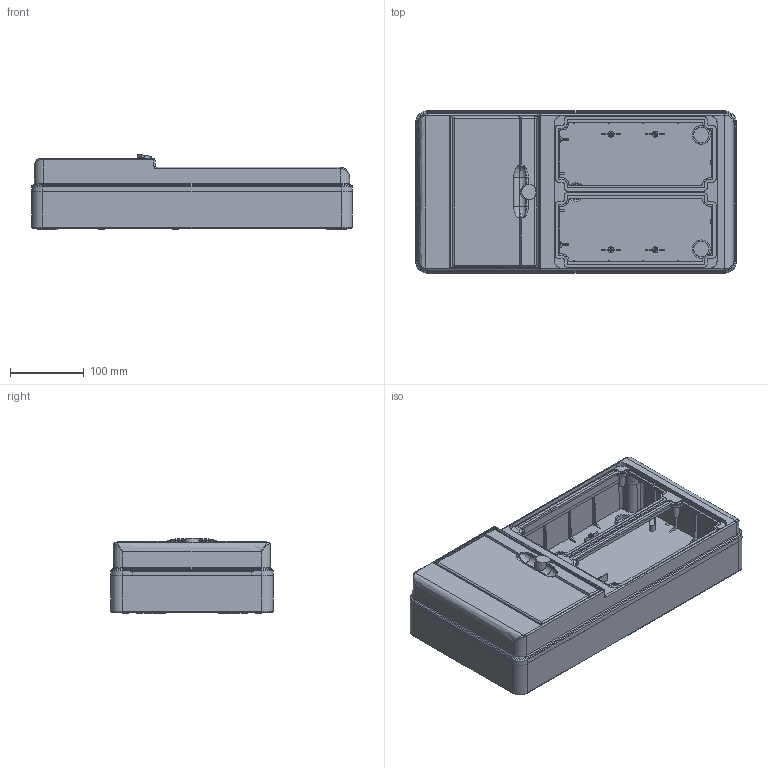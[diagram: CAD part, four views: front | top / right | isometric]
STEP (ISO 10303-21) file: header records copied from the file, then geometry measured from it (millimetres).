
FILE_DESCRIPTION((''),'2;1');
FILE_NAME('GW68025N_ASM','2020-09-17T10:17:50',('User'),('Axiro Italia'),'CREO PARAMETRIC BY PTC INC, 2020074','CREO PARAMETRIC BY PTC INC, 2020074','');
FILE_SCHEMA(('CONFIG_CONTROL_DESIGN'));
Length unit declared in the file: millimetre
Products named in the file (3): 55525067E_FRONTALE_QDIN_10M_2PR; 55525059_FONDO_QDIN_10M; GW68025N_ASM
Assembly tree (2 placements, depth 2):
  GW68025N_ASM
    55525067E_FRONTALE_QDIN_10M_2PR
    55525059_FONDO_QDIN_10M
Bounding box: 435.01 x 220.01 x 102.72 mm (x, y, z)
Volume: 1697778.9 mm3; surface area: 622405.6 mm2
Topology: 2 solids, 2 shells, 1187 faces, 3259 edges, 2118 vertices
Faces by surface type: plane 584, cone 278, cylinder 227, bspline 70, torus 14, extrusion 8, sphere 6
Entity records: 47307 total; most frequent: CARTESIAN_POINT 17440, ORIENTED_EDGE 6498, DIRECTION 5889, EDGE_CURVE 3249, VERTEX_POINT 2118, VECTOR 1975, LINE 1967, AXIS2_PLACEMENT_3D 1957
